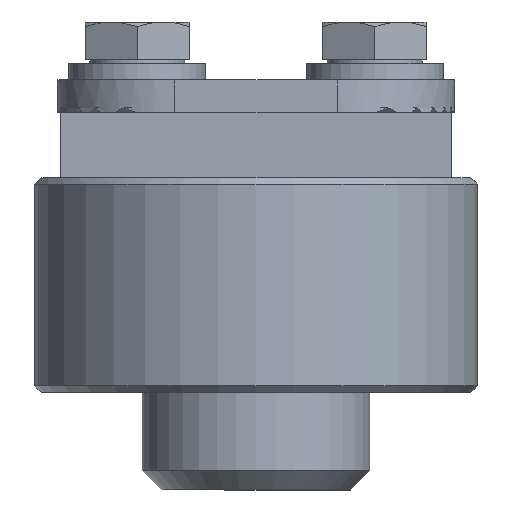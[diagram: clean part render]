
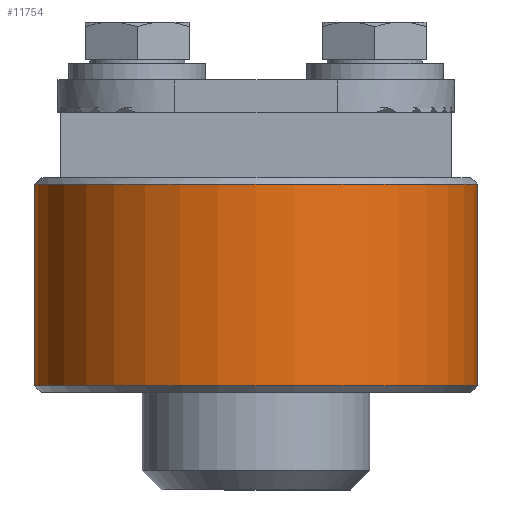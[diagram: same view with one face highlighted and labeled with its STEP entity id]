
A CAD part, left-side view. The second image highlights one B-rep face of the part: STEP entity #11754.
In plain terms, the highlighted cylindrical face has radius 34 mm (diameter 68 mm), a full revolution.
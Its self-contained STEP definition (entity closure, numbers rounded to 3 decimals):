
#894=FACE_OUTER_BOUND('',#1462,.T.);
#1462=EDGE_LOOP('',(#8312,#8313,#8314,#8315,#8316,#8317));
#2226=CIRCLE('',#12633,34.);
#2227=CIRCLE('',#12634,34.);
#2228=CIRCLE('',#12636,34.);
#2229=CIRCLE('',#12637,34.);
#2565=LINE('',#17739,#3625);
#3625=VECTOR('',#14378,34.);
#4868=VERTEX_POINT('',#17732);
#4869=VERTEX_POINT('',#17734);
#4870=VERTEX_POINT('',#17738);
#4871=VERTEX_POINT('',#17740);
#6176=EDGE_CURVE('',#4868,#4869,#2226,.T.);
#6177=EDGE_CURVE('',#4869,#4868,#2227,.T.);
#6178=EDGE_CURVE('',#4869,#4870,#2565,.T.);
#6179=EDGE_CURVE('',#4871,#4870,#2228,.T.);
#6180=EDGE_CURVE('',#4870,#4871,#2229,.T.);
#8312=ORIENTED_EDGE('',*,*,#6176,.F.);
#8313=ORIENTED_EDGE('',*,*,#6177,.F.);
#8314=ORIENTED_EDGE('',*,*,#6178,.T.);
#8315=ORIENTED_EDGE('',*,*,#6179,.F.);
#8316=ORIENTED_EDGE('',*,*,#6180,.F.);
#8317=ORIENTED_EDGE('',*,*,#6178,.F.);
#11022=CYLINDRICAL_SURFACE('',#12635,34.);
#11754=ADVANCED_FACE('',(#894),#11022,.T.);
#12633=AXIS2_PLACEMENT_3D('',#17735,#14372,#14373);
#12634=AXIS2_PLACEMENT_3D('',#17736,#14374,#14375);
#12635=AXIS2_PLACEMENT_3D('',#17737,#14376,#14377);
#12636=AXIS2_PLACEMENT_3D('',#17741,#14379,#14380);
#12637=AXIS2_PLACEMENT_3D('',#17742,#14381,#14382);
#14372=DIRECTION('center_axis',(0.,0.,
-1.));
#14373=DIRECTION('ref_axis',(0.,1.,0.));
#14374=DIRECTION('center_axis',(0.,0.,
-1.));
#14375=DIRECTION('ref_axis',(0.,1.,0.));
#14376=DIRECTION('center_axis',(0.,0.,
-1.));
#14377=DIRECTION('ref_axis',(0.,-1.,0.));
#14378=DIRECTION('',(0.,0.,1.));
#14379=DIRECTION('center_axis',(0.,0.,
1.));
#14380=DIRECTION('ref_axis',(0.,1.,0.));
#14381=DIRECTION('center_axis',(0.,0.,
1.));
#14382=DIRECTION('ref_axis',(0.,1.,0.));
#17732=CARTESIAN_POINT('',(89.5,-34.,-32.));
#17734=CARTESIAN_POINT('',(89.5,34.,-32.));
#17735=CARTESIAN_POINT('Origin',(89.5,0.,
-32.));
#17736=CARTESIAN_POINT('Origin',(89.5,0.,
-32.));
#17737=CARTESIAN_POINT('Origin',(89.5,0.,
-16.5));
#17738=CARTESIAN_POINT('',(89.5,34.,-1.));
#17739=CARTESIAN_POINT('',(89.5,34.,-16.5));
#17740=CARTESIAN_POINT('',(89.5,-34.,-1.));
#17741=CARTESIAN_POINT('Origin',(89.5,0.,
-1.));
#17742=CARTESIAN_POINT('Origin',(89.5,0.,
-1.));
